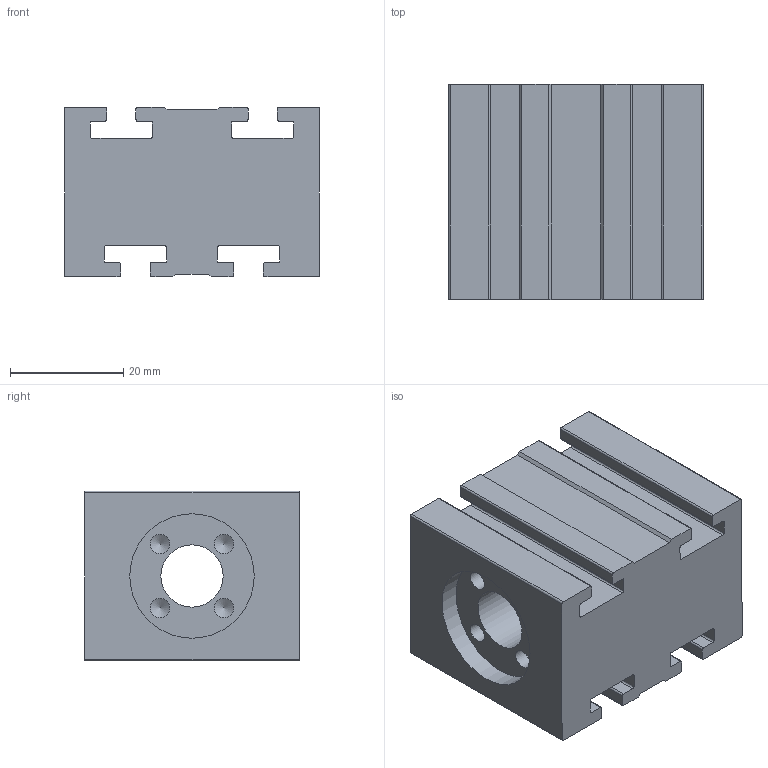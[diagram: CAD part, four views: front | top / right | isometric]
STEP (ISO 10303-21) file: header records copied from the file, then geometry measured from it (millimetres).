
FILE_DESCRIPTION(('FreeCAD Model'),'2;1');
FILE_NAME('Open CASCADE Shape Model','2022-02-21T21:25:25',('Author'),( ''),'Open CASCADE STEP processor 7.5','FreeCAD','Unknown');
FILE_SCHEMA(('AUTOMOTIVE_DESIGN { 1 0 10303 214 1 1 1 1 }'));
Length unit declared in the file: millimetre
Products named in the file (1): Body
Bounding box: 45 x 38 x 30 mm (x, y, z)
Volume: 36139.2 mm3; surface area: 13334.8 mm2
Topology: 1 solids, 1 shells, 95 faces, 271 edges, 179 vertices
Faces by surface type: plane 47, cylinder 43, cone 5
Full cylindrical faces by diameter (mm): 3.4 x4, 11 x1, 15.5 x1, 22 x1
Entity records: 6712 total; most frequent: CARTESIAN_POINT 1322, DIRECTION 1039, LINE 634, VECTOR 634, ORIENTED_EDGE 534, PCURVE 534, DEFINITIONAL_REPRESENTATION 534, EDGE_CURVE 267
